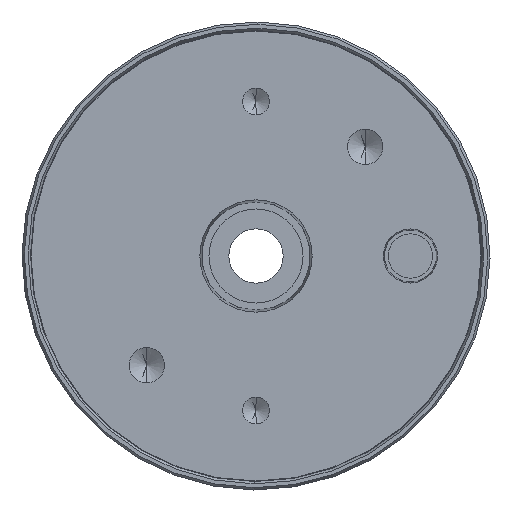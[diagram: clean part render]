
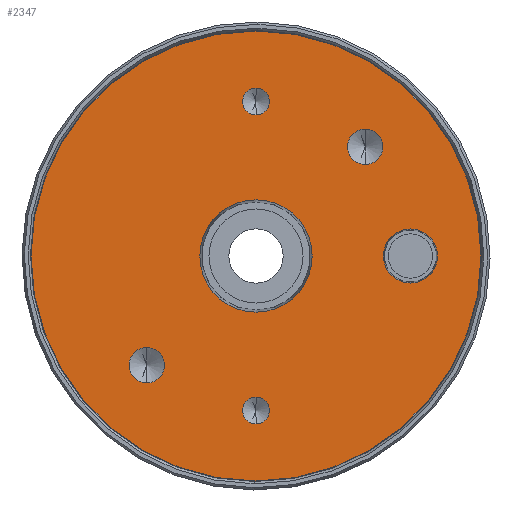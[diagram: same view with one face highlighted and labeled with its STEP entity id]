
A CAD part, front view. The second image highlights one B-rep face of the part: STEP entity #2347.
In plain terms, the highlighted planar face has unit normal (0, -1, 0).
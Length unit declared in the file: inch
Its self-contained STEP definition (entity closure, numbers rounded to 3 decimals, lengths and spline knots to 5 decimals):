
#7 = ORIENTED_EDGE ( 'NONE', *, *, #2660, .F. ) ;
#27 = CIRCLE ( 'NONE', #2166, 0.2025 ) ;
#51 = EDGE_CURVE ( 'NONE', #2955, #693, #1458, .T. ) ;
#75 = AXIS2_PLACEMENT_3D ( 'NONE', #263, #1212, #2153 ) ;
#104 = CARTESIAN_POINT ( 'NONE',  ( 1.155, 0., 0. ) ) ;
#120 = CIRCLE ( 'NONE', #725, 0.1005 ) ;
#151 = FACE_BOUND ( 'NONE', #964, .T. ) ;
#182 = DIRECTION ( 'NONE',  ( 0., 0., -1. ) ) ;
#185 = AXIS2_PLACEMENT_3D ( 'NONE', #2992, #625, #2504 ) ;
#186 = CARTESIAN_POINT ( 'NONE',  ( -0.81671, 0., -0.68389 ) ) ;
#263 = CARTESIAN_POINT ( 'NONE',  ( 0.81671, 0., 0.81671 ) ) ;
#278 = VERTEX_POINT ( 'NONE', #1371 ) ;
#296 = EDGE_LOOP ( 'NONE', ( #1545, #7 ) ) ;
#302 = VERTEX_POINT ( 'NONE', #688 ) ;
#316 = CARTESIAN_POINT ( 'NONE',  ( 0., 0., 1.155 ) ) ;
#325 = CARTESIAN_POINT ( 'NONE',  ( -0.81671, 0., -0.94952 ) ) ;
#328 = CARTESIAN_POINT ( 'NONE',  ( 1.155, 0., 0.2025 ) ) ;
#336 = EDGE_LOOP ( 'NONE', ( #2080, #1513 ) ) ;
#352 = EDGE_LOOP ( 'NONE', ( #2168, #1370 ) ) ;
#358 = EDGE_CURVE ( 'NONE', #978, #2216, #759, .T. ) ;
#370 = EDGE_LOOP ( 'NONE', ( #2453, #851 ) ) ;
#414 = ORIENTED_EDGE ( 'NONE', *, *, #2625, .F. ) ;
#430 = AXIS2_PLACEMENT_3D ( 'NONE', #1335, #2053, #658 ) ;
#440 = VERTEX_POINT ( 'NONE', #604 ) ;
#566 = DIRECTION ( 'NONE',  ( 0., -1., 0. ) ) ;
#575 = CARTESIAN_POINT ( 'NONE',  ( 0., 0., -1.0545 ) ) ;
#580 = DIRECTION ( 'NONE',  ( 0., -1., 0. ) ) ;
#604 = CARTESIAN_POINT ( 'NONE',  ( 0., 0., 1.6825 ) ) ;
#625 = DIRECTION ( 'NONE',  ( 0., -1., 0. ) ) ;
#642 = VERTEX_POINT ( 'NONE', #325 ) ;
#658 = DIRECTION ( 'NONE',  ( 0., 0., 1. ) ) ;
#677 = CARTESIAN_POINT ( 'NONE',  ( 0., 0., 0.42 ) ) ;
#688 = CARTESIAN_POINT ( 'NONE',  ( 1.155, 0., -0.2025 ) ) ;
#693 = VERTEX_POINT ( 'NONE', #2509 ) ;
#725 = AXIS2_PLACEMENT_3D ( 'NONE', #990, #2410, #1036 ) ;
#748 = CIRCLE ( 'NONE', #2259, 1.6825 ) ;
#759 = CIRCLE ( 'NONE', #2378, 0.1005 ) ;
#774 = DIRECTION ( 'NONE',  ( 0., 0., -1. ) ) ;
#808 = DIRECTION ( 'NONE',  ( 0., -1., 0. ) ) ;
#819 = CARTESIAN_POINT ( 'NONE',  ( 0., 0., 1.0545 ) ) ;
#851 = ORIENTED_EDGE ( 'NONE', *, *, #2866, .F. ) ;
#875 = CIRCLE ( 'NONE', #2592, 0.13281 ) ;
#894 = FACE_BOUND ( 'NONE', #352, .T. ) ;
#914 = CARTESIAN_POINT ( 'NONE',  ( 0., 0., 1.2555 ) ) ;
#926 = DIRECTION ( 'NONE',  ( 0., 0., -1. ) ) ;
#962 = CIRCLE ( 'NONE', #1056, 0.2025 ) ;
#964 = EDGE_LOOP ( 'NONE', ( #2910, #2735 ) ) ;
#976 = DIRECTION ( 'NONE',  ( 0., -1., 0. ) ) ;
#978 = VERTEX_POINT ( 'NONE', #914 ) ;
#982 = ORIENTED_EDGE ( 'NONE', *, *, #358, .F. ) ;
#990 = CARTESIAN_POINT ( 'NONE',  ( 0., 0., -1.155 ) ) ;
#1036 = DIRECTION ( 'NONE',  ( 0., 0., -1. ) ) ;
#1056 = AXIS2_PLACEMENT_3D ( 'NONE', #104, #2925, #2652 ) ;
#1102 = FACE_OUTER_BOUND ( 'NONE', #336, .T. ) ;
#1120 = PLANE ( 'NONE',  #430 ) ;
#1129 = CIRCLE ( 'NONE', #1859, 0.42 ) ;
#1165 = CIRCLE ( 'NONE', #1990, 0.1005 ) ;
#1212 = DIRECTION ( 'NONE',  ( 0., -1., 0. ) ) ;
#1308 = EDGE_CURVE ( 'NONE', #693, #2955, #875, .T. ) ;
#1330 = CARTESIAN_POINT ( 'NONE',  ( 0., 0., 1.155 ) ) ;
#1335 = CARTESIAN_POINT ( 'NONE',  ( 0., 0., 0. ) ) ;
#1370 = ORIENTED_EDGE ( 'NONE', *, *, #2283, .F. ) ;
#1371 = CARTESIAN_POINT ( 'NONE',  ( 0., 0., -0.42 ) ) ;
#1373 = DIRECTION ( 'NONE',  ( 0., 0., -1. ) ) ;
#1457 = DIRECTION ( 'NONE',  ( 0., -1., 0. ) ) ;
#1458 = CIRCLE ( 'NONE', #75, 0.13281 ) ;
#1513 = ORIENTED_EDGE ( 'NONE', *, *, #2331, .T. ) ;
#1545 = ORIENTED_EDGE ( 'NONE', *, *, #1773, .F. ) ;
#1597 = DIRECTION ( 'NONE',  ( 0., -1., 0. ) ) ;
#1612 = CARTESIAN_POINT ( 'NONE',  ( 0.81671, 0., 0.68389 ) ) ;
#1616 = CARTESIAN_POINT ( 'NONE',  ( 0., 0., -1.2555 ) ) ;
#1618 = CIRCLE ( 'NONE', #185, 1.6825 ) ;
#1635 = EDGE_LOOP ( 'NONE', ( #414, #982 ) ) ;
#1644 = VERTEX_POINT ( 'NONE', #1616 ) ;
#1706 = DIRECTION ( 'NONE',  ( 0., 0., -1. ) ) ;
#1720 = CIRCLE ( 'NONE', #2119, 0.1005 ) ;
#1723 = CARTESIAN_POINT ( 'NONE',  ( 0., 0., 0. ) ) ;
#1739 = DIRECTION ( 'NONE',  ( 0., 0., -1. ) ) ;
#1773 = EDGE_CURVE ( 'NONE', #278, #2339, #1129, .T. ) ;
#1859 = AXIS2_PLACEMENT_3D ( 'NONE', #3060, #1457, #774 ) ;
#1864 = DIRECTION ( 'NONE',  ( 0., -1., 0. ) ) ;
#1879 = CARTESIAN_POINT ( 'NONE',  ( -0.81671, 0., -0.81671 ) ) ;
#1960 = VERTEX_POINT ( 'NONE', #328 ) ;
#1976 = EDGE_CURVE ( 'NONE', #302, #1960, #27, .T. ) ;
#1990 = AXIS2_PLACEMENT_3D ( 'NONE', #1330, #2018, #182 ) ;
#2018 = DIRECTION ( 'NONE',  ( 0., -1., 0. ) ) ;
#2022 = FACE_BOUND ( 'NONE', #296, .T. ) ;
#2034 = AXIS2_PLACEMENT_3D ( 'NONE', #1879, #1864, #2150 ) ;
#2035 = EDGE_LOOP ( 'NONE', ( #2473, #2255 ) ) ;
#2039 = CIRCLE ( 'NONE', #2438, 0.13281 ) ;
#2053 = DIRECTION ( 'NONE',  ( 0., 1., 0. ) ) ;
#2080 = ORIENTED_EDGE ( 'NONE', *, *, #2217, .T. ) ;
#2119 = AXIS2_PLACEMENT_3D ( 'NONE', #2900, #580, #1706 ) ;
#2150 = DIRECTION ( 'NONE',  ( 0., 0., -1. ) ) ;
#2153 = DIRECTION ( 'NONE',  ( 0., 0., -1. ) ) ;
#2166 = AXIS2_PLACEMENT_3D ( 'NONE', #2961, #2263, #926 ) ;
#2168 = ORIENTED_EDGE ( 'NONE', *, *, #2815, .F. ) ;
#2216 = VERTEX_POINT ( 'NONE', #819 ) ;
#2217 = EDGE_CURVE ( 'NONE', #2351, #440, #748, .T. ) ;
#2255 = ORIENTED_EDGE ( 'NONE', *, *, #2553, .F. ) ;
#2259 = AXIS2_PLACEMENT_3D ( 'NONE', #1723, #2912, #2656 ) ;
#2263 = DIRECTION ( 'NONE',  ( 0., -1., 0. ) ) ;
#2283 = EDGE_CURVE ( 'NONE', #2506, #1644, #1720, .T. ) ;
#2299 = CARTESIAN_POINT ( 'NONE',  ( 0., 0., -1.6825 ) ) ;
#2316 = CARTESIAN_POINT ( 'NONE',  ( 0., 0., 0. ) ) ;
#2331 = EDGE_CURVE ( 'NONE', #440, #2351, #1618, .T. ) ;
#2339 = VERTEX_POINT ( 'NONE', #677 ) ;
#2347 = ADVANCED_FACE ( 'NONE', ( #151, #2535, #3007, #894, #2734, #2022, #1102 ), #1120, .F. ) ;
#2351 = VERTEX_POINT ( 'NONE', #2299 ) ;
#2352 = VERTEX_POINT ( 'NONE', #186 ) ;
#2378 = AXIS2_PLACEMENT_3D ( 'NONE', #316, #566, #2449 ) ;
#2410 = DIRECTION ( 'NONE',  ( 0., -1., 0. ) ) ;
#2438 = AXIS2_PLACEMENT_3D ( 'NONE', #2878, #808, #1739 ) ;
#2449 = DIRECTION ( 'NONE',  ( 0., 0., -1. ) ) ;
#2453 = ORIENTED_EDGE ( 'NONE', *, *, #2761, .F. ) ;
#2473 = ORIENTED_EDGE ( 'NONE', *, *, #1976, .F. ) ;
#2504 = DIRECTION ( 'NONE',  ( 0., 0., -1. ) ) ;
#2506 = VERTEX_POINT ( 'NONE', #575 ) ;
#2509 = CARTESIAN_POINT ( 'NONE',  ( 0.81671, 0., 0.94952 ) ) ;
#2535 = FACE_BOUND ( 'NONE', #370, .T. ) ;
#2553 = EDGE_CURVE ( 'NONE', #1960, #302, #962, .T. ) ;
#2592 = AXIS2_PLACEMENT_3D ( 'NONE', #2803, #1597, #3043 ) ;
#2625 = EDGE_CURVE ( 'NONE', #2216, #978, #1165, .T. ) ;
#2652 = DIRECTION ( 'NONE',  ( 0., 0., -1. ) ) ;
#2656 = DIRECTION ( 'NONE',  ( 0., 0., -1. ) ) ;
#2660 = EDGE_CURVE ( 'NONE', #2339, #278, #2827, .T. ) ;
#2734 = FACE_BOUND ( 'NONE', #2035, .T. ) ;
#2735 = ORIENTED_EDGE ( 'NONE', *, *, #1308, .F. ) ;
#2761 = EDGE_CURVE ( 'NONE', #642, #2352, #2876, .T. ) ;
#2803 = CARTESIAN_POINT ( 'NONE',  ( 0.81671, 0., 0.81671 ) ) ;
#2815 = EDGE_CURVE ( 'NONE', #1644, #2506, #120, .T. ) ;
#2827 = CIRCLE ( 'NONE', #3022, 0.42 ) ;
#2866 = EDGE_CURVE ( 'NONE', #2352, #642, #2039, .T. ) ;
#2876 = CIRCLE ( 'NONE', #2034, 0.13281 ) ;
#2878 = CARTESIAN_POINT ( 'NONE',  ( -0.81671, 0., -0.81671 ) ) ;
#2900 = CARTESIAN_POINT ( 'NONE',  ( 0., 0., -1.155 ) ) ;
#2910 = ORIENTED_EDGE ( 'NONE', *, *, #51, .F. ) ;
#2912 = DIRECTION ( 'NONE',  ( 0., -1., 0. ) ) ;
#2925 = DIRECTION ( 'NONE',  ( 0., -1., 0. ) ) ;
#2955 = VERTEX_POINT ( 'NONE', #1612 ) ;
#2961 = CARTESIAN_POINT ( 'NONE',  ( 1.155, 0., 0. ) ) ;
#2992 = CARTESIAN_POINT ( 'NONE',  ( 0., 0., 0. ) ) ;
#3007 = FACE_BOUND ( 'NONE', #1635, .T. ) ;
#3022 = AXIS2_PLACEMENT_3D ( 'NONE', #2316, #976, #1373 ) ;
#3043 = DIRECTION ( 'NONE',  ( 0., 0., -1. ) ) ;
#3060 = CARTESIAN_POINT ( 'NONE',  ( 0., 0., 0. ) ) ;
